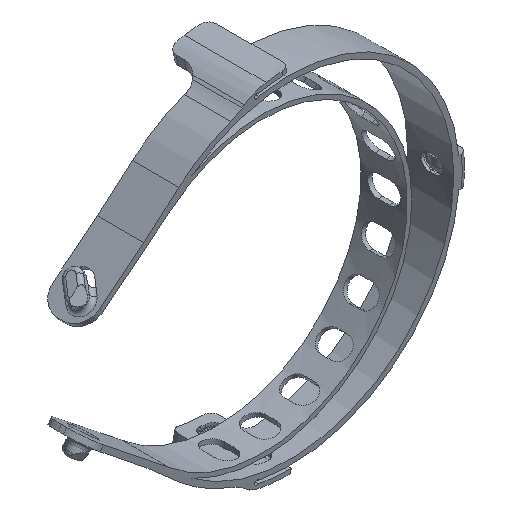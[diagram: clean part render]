
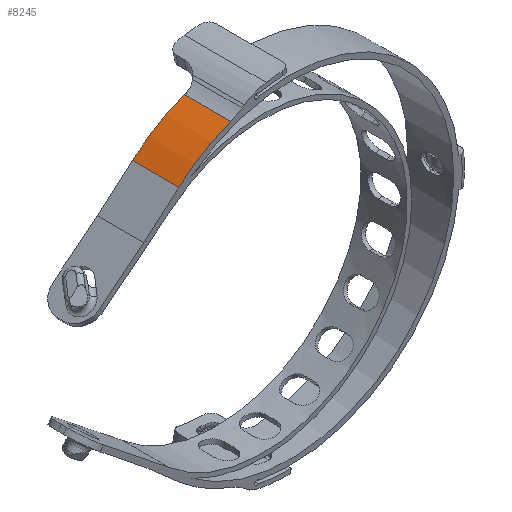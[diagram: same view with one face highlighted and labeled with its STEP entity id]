
A CAD part, isometric view. The second image highlights one B-rep face of the part: STEP entity #8245.
In plain terms, the highlighted cylindrical face has radius 62 mm (diameter 124 mm), a partial arc.
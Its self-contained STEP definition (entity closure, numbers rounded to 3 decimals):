
#1147=FACE_OUTER_BOUND('',#1657,.T.);
#1657=EDGE_LOOP('',(#6221,#6222,#6223,#6224));
#2188=LINE('',#14149,#2685);
#2189=LINE('',#14151,#2686);
#2685=VECTOR('',#9588,10.);
#2686=VECTOR('',#9591,10.);
#3087=CIRCLE('',#8667,62.);
#3095=CIRCLE('',#8679,62.);
#3273=VERTEX_POINT('',#10648);
#3274=VERTEX_POINT('',#10650);
#3294=VERTEX_POINT('',#10698);
#3295=VERTEX_POINT('',#10700);
#4152=EDGE_CURVE('',#3274,#3273,#3087,.T.);
#4177=EDGE_CURVE('',#3294,#3295,#3095,.T.);
#4796=EDGE_CURVE('',#3295,#3273,#2188,.T.);
#4797=EDGE_CURVE('',#3274,#3294,#2189,.T.);
#6221=ORIENTED_EDGE('',*,*,#4796,.F.);
#6222=ORIENTED_EDGE('',*,*,#4177,.F.);
#6223=ORIENTED_EDGE('',*,*,#4797,.F.);
#6224=ORIENTED_EDGE('',*,*,#4152,.T.);
#8089=CYLINDRICAL_SURFACE('',#8820,62.);
#8245=ADVANCED_FACE('',(#1147),#8089,.T.);
#8667=AXIS2_PLACEMENT_3D('',#10651,#9185,#9186);
#8679=AXIS2_PLACEMENT_3D('',#10701,#9226,#9227);
#8820=AXIS2_PLACEMENT_3D('',#14150,#9589,#9590);
#9185=DIRECTION('center_axis',(0.,1.,0.));
#9186=DIRECTION('ref_axis',(-0.742,0.,0.67));
#9226=DIRECTION('center_axis',(0.,1.,0.));
#9227=DIRECTION('ref_axis',(-0.742,0.,0.67));
#9588=DIRECTION('',(0.,-1.,0.));
#9589=DIRECTION('center_axis',(0.,1.,0.));
#9590=DIRECTION('ref_axis',(-0.742,0.,0.67));
#9591=DIRECTION('',(0.,1.,0.));
#10648=CARTESIAN_POINT('',(-11.68,0.,58.086));
#10650=CARTESIAN_POINT('',(-30.738,0.,46.738));
#10651=CARTESIAN_POINT('Origin',(10.,0.,0.));
#10698=CARTESIAN_POINT('',(-30.738,17.,46.738));
#10700=CARTESIAN_POINT('',(-11.68,17.,58.086));
#10701=CARTESIAN_POINT('Origin',(10.,17.,0.));
#14149=CARTESIAN_POINT('',(-11.68,0.,58.086));
#14150=CARTESIAN_POINT('Origin',(10.,0.,0.));
#14151=CARTESIAN_POINT('',(-30.738,0.,46.738));
